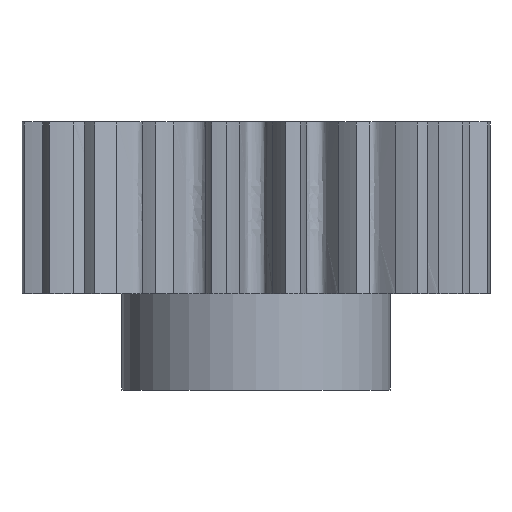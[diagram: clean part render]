
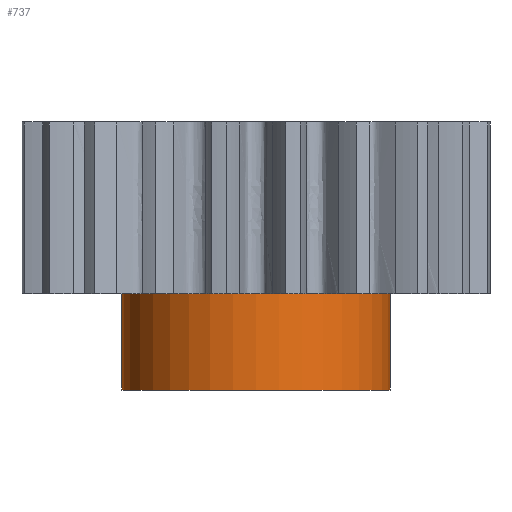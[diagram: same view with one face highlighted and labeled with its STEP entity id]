
A CAD part, front view. The second image highlights one B-rep face of the part: STEP entity #737.
In plain terms, the highlighted cylindrical face has radius 25 mm (diameter 50 mm), a partial arc.
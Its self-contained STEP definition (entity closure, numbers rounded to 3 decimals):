
#287 = EDGE_CURVE ( 'NONE', #603, #348, #1706, .T. ) ;
#347 = VERTEX_POINT ( 'NONE', #1961 ) ;
#348 = VERTEX_POINT ( 'NONE', #1960 ) ;
#597 = VERTEX_POINT ( 'NONE', #2303 ) ;
#603 = VERTEX_POINT ( 'NONE', #2500 ) ;
#609 = EDGE_CURVE ( 'NONE', #347, #603, #2497, .T. ) ;
#616 = EDGE_CURVE ( 'NONE', #597, #348, #2484, .T. ) ;
#648 = EDGE_CURVE ( 'NONE', #347, #597, #2515, .T. ) ;
#649 = ORIENTED_EDGE ( 'NONE', *, *, #609, .T. ) ;
#737 = ADVANCED_FACE ( 'NONE', ( #2846 ), #2867, .T. ) ;
#738 = ORIENTED_EDGE ( 'NONE', *, *, #648, .F. ) ;
#748 = ORIENTED_EDGE ( 'NONE', *, *, #616, .F. ) ;
#857 = ORIENTED_EDGE ( 'NONE', *, *, #287, .T. ) ;
#882 = EDGE_LOOP ( 'NONE', ( #748, #738, #649, #857 ) ) ;
#1706 = CIRCLE ( 'NONE', #1800, 25. ) ;
#1797 = DIRECTION ( 'NONE',  ( 1., 0., 0. ) ) ;
#1798 = DIRECTION ( 'NONE',  ( 0., 0., -1. ) ) ;
#1799 = CARTESIAN_POINT ( 'NONE',  ( 0., 0., -16. ) ) ;
#1800 = AXIS2_PLACEMENT_3D ( 'NONE', #1799, #1798, #1797 ) ;
#1960 = CARTESIAN_POINT ( 'NONE',  ( -25., 0., -16. ) ) ;
#1961 = CARTESIAN_POINT ( 'NONE',  ( 25., 0., -34. ) ) ;
#2303 = CARTESIAN_POINT ( 'NONE',  ( -25., 0., -34. ) ) ;
#2481 = DIRECTION ( 'NONE',  ( 0., 0., 1. ) ) ;
#2482 = VECTOR ( 'NONE', #2481, 1000. ) ;
#2483 = CARTESIAN_POINT ( 'NONE',  ( -25., 0., -34. ) ) ;
#2484 = LINE ( 'NONE', #2483, #2482 ) ;
#2489 = DIRECTION ( 'NONE',  ( 0., 0., 1. ) ) ;
#2490 = VECTOR ( 'NONE', #2489, 1000. ) ;
#2491 = CARTESIAN_POINT ( 'NONE',  ( 25., 0., -34. ) ) ;
#2497 = LINE ( 'NONE', #2491, #2490 ) ;
#2500 = CARTESIAN_POINT ( 'NONE',  ( 25., 0., -16. ) ) ;
#2514 = AXIS2_PLACEMENT_3D ( 'NONE', #2571, #2540, #2539 ) ;
#2515 = CIRCLE ( 'NONE', #2514, 25. ) ;
#2539 = DIRECTION ( 'NONE',  ( -1., 0., 0. ) ) ;
#2540 = DIRECTION ( 'NONE',  ( 0., 0., -1. ) ) ;
#2571 = CARTESIAN_POINT ( 'NONE',  ( 0., 0., -34. ) ) ;
#2846 = FACE_OUTER_BOUND ( 'NONE', #882, .T. ) ;
#2863 = DIRECTION ( 'NONE',  ( 1., 0., 0. ) ) ;
#2864 = DIRECTION ( 'NONE',  ( 0., 0., 1. ) ) ;
#2865 = CARTESIAN_POINT ( 'NONE',  ( 0., 0., -34. ) ) ;
#2866 = AXIS2_PLACEMENT_3D ( 'NONE', #2865, #2864, #2863 ) ;
#2867 = CYLINDRICAL_SURFACE ( 'NONE', #2866, 25. ) ;
